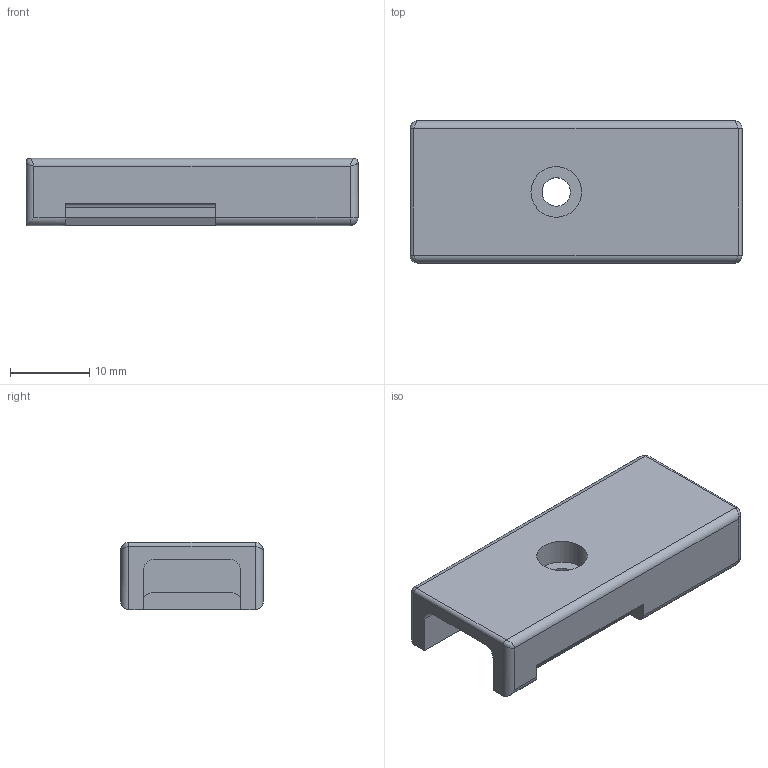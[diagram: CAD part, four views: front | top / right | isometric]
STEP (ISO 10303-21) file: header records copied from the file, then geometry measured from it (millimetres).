
FILE_DESCRIPTION(('FreeCAD Model'),'2;1');
FILE_NAME('Open CASCADE Shape Model','2025-09-18T09:17:12',(''),(''), 'Open CASCADE STEP processor 7.7','FreeCAD','Unknown');
FILE_SCHEMA(('AUTOMOTIVE_DESIGN { 1 0 10303 214 1 1 1 1 }'));
Length unit declared in the file: millimetre
Products named in the file (1): Cap
Bounding box: 42 x 18 x 8.5 mm (x, y, z)
Volume: 3809.6 mm3; surface area: 2940 mm2
Topology: 1 solids, 1 shells, 56 faces, 145 edges, 86 vertices
Faces by surface type: plane 25, cylinder 25, bspline 4, sphere 2
Full cylindrical faces by diameter (mm): 3.6 x1, 6.4 x1
Entity records: 1989 total; most frequent: CARTESIAN_POINT 646, ORIENTED_EDGE 278, DIRECTION 265, EDGE_CURVE 139, LINE 95, VECTOR 95, VERTEX_POINT 86, AXIS2_PLACEMENT_3D 85
